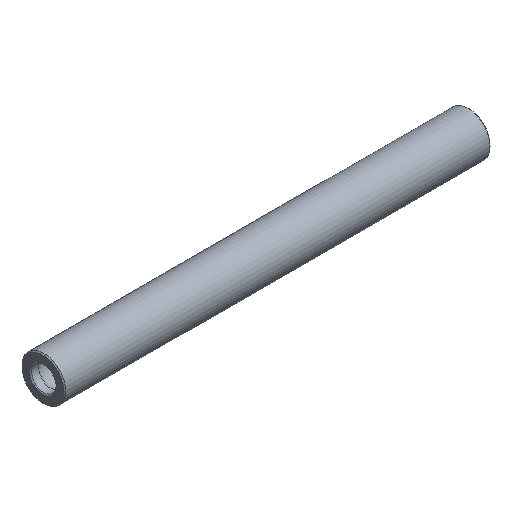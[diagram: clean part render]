
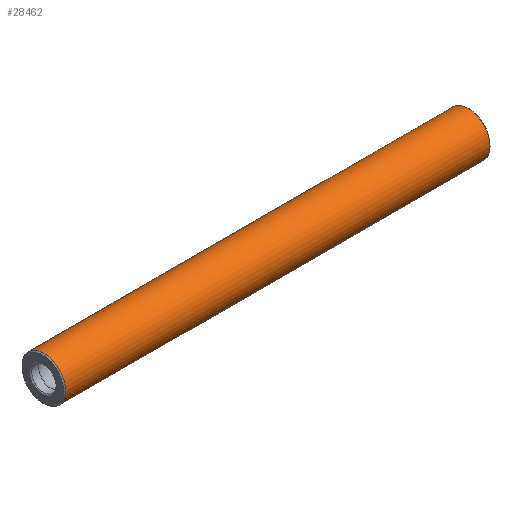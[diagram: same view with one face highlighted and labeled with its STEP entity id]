
A CAD part, isometric view. The second image highlights one B-rep face of the part: STEP entity #28462.
In plain terms, the highlighted cylindrical face has radius 6.25 mm (diameter 12.5 mm), a full revolution.
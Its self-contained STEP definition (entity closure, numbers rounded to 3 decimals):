
#134 = CONICAL_SURFACE('',#135,5.95,0.785);
#135 = AXIS2_PLACEMENT_3D('',#136,#137,#138);
#136 = CARTESIAN_POINT('',(-121.875,0.,0.));
#137 = DIRECTION('',(1.,0.,0.));
#138 = DIRECTION('',(0.,0.,1.));
#10597 = VERTEX_POINT('',#10598);
#10598 = CARTESIAN_POINT('',(-121.575,0.,6.25));
#10619 = EDGE_CURVE('',#10597,#10597,#10620,.T.);
#10620 = SURFACE_CURVE('',#10621,(#10626,#10633),.PCURVE_S1.);
#10621 = CIRCLE('',#10622,6.25);
#10622 = AXIS2_PLACEMENT_3D('',#10623,#10624,#10625);
#10623 = CARTESIAN_POINT('',(-121.575,0.,0.));
#10624 = DIRECTION('',(1.,0.,0.));
#10625 = DIRECTION('',(0.,0.,1.));
#10626 = PCURVE('',#134,#10627);
#10627 = DEFINITIONAL_REPRESENTATION('',(#10628),#10632);
#10628 = LINE('',#10629,#10630);
#10629 = CARTESIAN_POINT('',(0.,0.3));
#10630 = VECTOR('',#10631,1.);
#10631 = DIRECTION('',(1.,0.));
#10632 = ( GEOMETRIC_REPRESENTATION_CONTEXT(2) 
PARAMETRIC_REPRESENTATION_CONTEXT() REPRESENTATION_CONTEXT('2D SPACE',''
  ) );
#10633 = PCURVE('',#10634,#10639);
#10634 = CYLINDRICAL_SURFACE('',#10635,6.25);
#10635 = AXIS2_PLACEMENT_3D('',#10636,#10637,#10638);
#10636 = CARTESIAN_POINT('',(-121.575,0.,0.));
#10637 = DIRECTION('',(1.,0.,0.));
#10638 = DIRECTION('',(0.,0.,1.));
#10639 = DEFINITIONAL_REPRESENTATION('',(#10640),#10644);
#10640 = LINE('',#10641,#10642);
#10641 = CARTESIAN_POINT('',(0.,0.));
#10642 = VECTOR('',#10643,1.);
#10643 = DIRECTION('',(1.,0.));
#10644 = ( GEOMETRIC_REPRESENTATION_CONTEXT(2) 
PARAMETRIC_REPRESENTATION_CONTEXT() REPRESENTATION_CONTEXT('2D SPACE',''
  ) );
#28462 = ADVANCED_FACE('',(#28463),#10634,.T.);
#28463 = FACE_BOUND('',#28464,.T.);
#28464 = EDGE_LOOP('',(#28465,#28466,#28489,#28516));
#28465 = ORIENTED_EDGE('',*,*,#10619,.T.);
#28466 = ORIENTED_EDGE('',*,*,#28467,.T.);
#28467 = EDGE_CURVE('',#10597,#28468,#28470,.T.);
#28468 = VERTEX_POINT('',#28469);
#28469 = CARTESIAN_POINT('',(-0.3,0.,6.25));
#28470 = SEAM_CURVE('',#28471,(#28475,#28482),.PCURVE_S1.);
#28471 = LINE('',#28472,#28473);
#28472 = CARTESIAN_POINT('',(-121.575,0.,6.25));
#28473 = VECTOR('',#28474,1.);
#28474 = DIRECTION('',(1.,0.,0.));
#28475 = PCURVE('',#10634,#28476);
#28476 = DEFINITIONAL_REPRESENTATION('',(#28477),#28481);
#28477 = LINE('',#28478,#28479);
#28478 = CARTESIAN_POINT('',(0.,0.));
#28479 = VECTOR('',#28480,1.);
#28480 = DIRECTION('',(0.,1.));
#28481 = ( GEOMETRIC_REPRESENTATION_CONTEXT(2) 
PARAMETRIC_REPRESENTATION_CONTEXT() REPRESENTATION_CONTEXT('2D SPACE',''
  ) );
#28482 = PCURVE('',#10634,#28483);
#28483 = DEFINITIONAL_REPRESENTATION('',(#28484),#28488);
#28484 = LINE('',#28485,#28486);
#28485 = CARTESIAN_POINT('',(6.283,0.));
#28486 = VECTOR('',#28487,1.);
#28487 = DIRECTION('',(0.,1.));
#28488 = ( GEOMETRIC_REPRESENTATION_CONTEXT(2) 
PARAMETRIC_REPRESENTATION_CONTEXT() REPRESENTATION_CONTEXT('2D SPACE',''
  ) );
#28489 = ORIENTED_EDGE('',*,*,#28490,.F.);
#28490 = EDGE_CURVE('',#28468,#28468,#28491,.T.);
#28491 = SURFACE_CURVE('',#28492,(#28497,#28504),.PCURVE_S1.);
#28492 = CIRCLE('',#28493,6.25);
#28493 = AXIS2_PLACEMENT_3D('',#28494,#28495,#28496);
#28494 = CARTESIAN_POINT('',(-0.3,0.,0.));
#28495 = DIRECTION('',(1.,0.,0.));
#28496 = DIRECTION('',(0.,0.,1.));
#28497 = PCURVE('',#10634,#28498);
#28498 = DEFINITIONAL_REPRESENTATION('',(#28499),#28503);
#28499 = LINE('',#28500,#28501);
#28500 = CARTESIAN_POINT('',(0.,121.275));
#28501 = VECTOR('',#28502,1.);
#28502 = DIRECTION('',(1.,0.));
#28503 = ( GEOMETRIC_REPRESENTATION_CONTEXT(2) 
PARAMETRIC_REPRESENTATION_CONTEXT() REPRESENTATION_CONTEXT('2D SPACE',''
  ) );
#28504 = PCURVE('',#28505,#28510);
#28505 = CONICAL_SURFACE('',#28506,6.25,0.785);
#28506 = AXIS2_PLACEMENT_3D('',#28507,#28508,#28509);
#28507 = CARTESIAN_POINT('',(-0.3,0.,0.));
#28508 = DIRECTION('',(-1.,-0.,-0.));
#28509 = DIRECTION('',(0.,0.,1.));
#28510 = DEFINITIONAL_REPRESENTATION('',(#28511),#28515);
#28511 = LINE('',#28512,#28513);
#28512 = CARTESIAN_POINT('',(-0.,-0.));
#28513 = VECTOR('',#28514,1.);
#28514 = DIRECTION('',(-1.,-0.));
#28515 = ( GEOMETRIC_REPRESENTATION_CONTEXT(2) 
PARAMETRIC_REPRESENTATION_CONTEXT() REPRESENTATION_CONTEXT('2D SPACE',''
  ) );
#28516 = ORIENTED_EDGE('',*,*,#28467,.F.);
